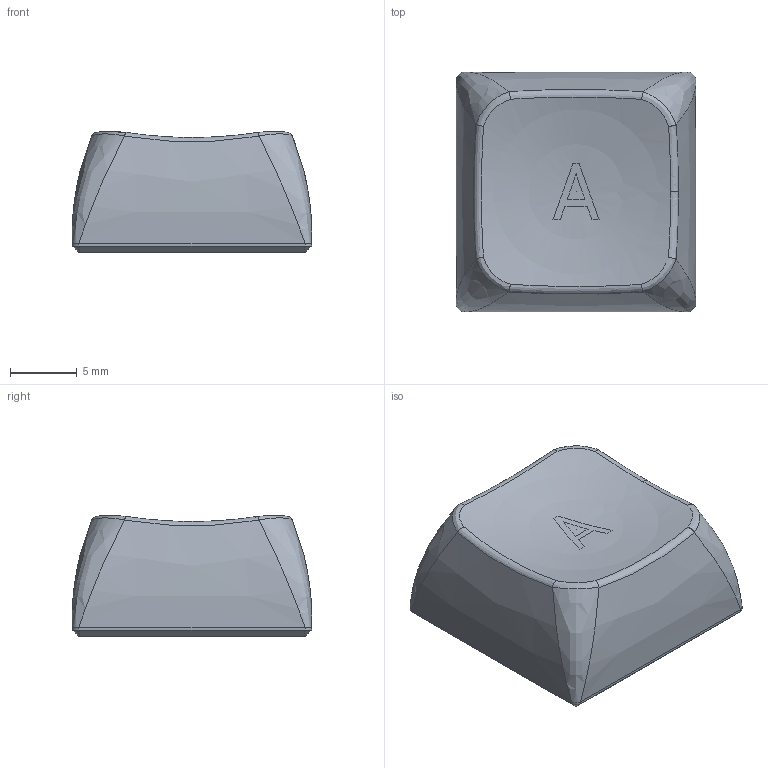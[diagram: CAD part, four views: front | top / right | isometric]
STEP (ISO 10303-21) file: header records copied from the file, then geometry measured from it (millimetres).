
FILE_DESCRIPTION(('Open CASCADE Model'),'2;1');
FILE_NAME('A','2025-07-26T23:18:21',('Author'),('Open CASCADE'), 'Open CASCADE STEP processor 7.8','build123d','Unknown');
FILE_SCHEMA(('AUTOMOTIVE_DESIGN { 1 0 10303 214 1 1 1 1 }'));
Length unit declared in the file: millimetre
Products named in the file (5): =>[0:1:1:2]; A; SOLID; ASSEMBLY
Assembly tree (4 placements, depth 4):
  =>[0:1:1:2]
    A
      SOLID
      ASSEMBLY
        SOLID
Bounding box: 18 x 18 x 9.08 mm (x, y, z)
Volume: 1259.6 mm3; surface area: 1521.1 mm2
Topology: 2 solids, 2 shells, 93 faces, 248 edges, 157 vertices
Faces by surface type: plane 47, bspline 26, cylinder 9, cone 4, extrusion 4, sphere 3
Full cylindrical faces by diameter (mm): 5.5 x1
Entity records: 13088 total; most frequent: CARTESIAN_POINT 8602, DIRECTION 687, ORIENTED_EDGE 486, PCURVE 486, DEFINITIONAL_REPRESENTATION 486, VECTOR 380, LINE 376, EDGE_CURVE 243
